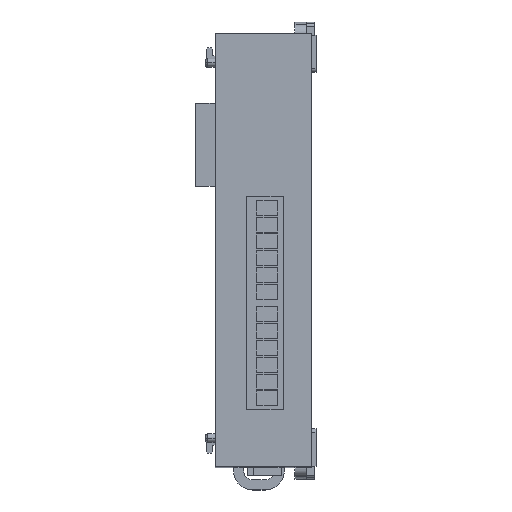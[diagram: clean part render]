
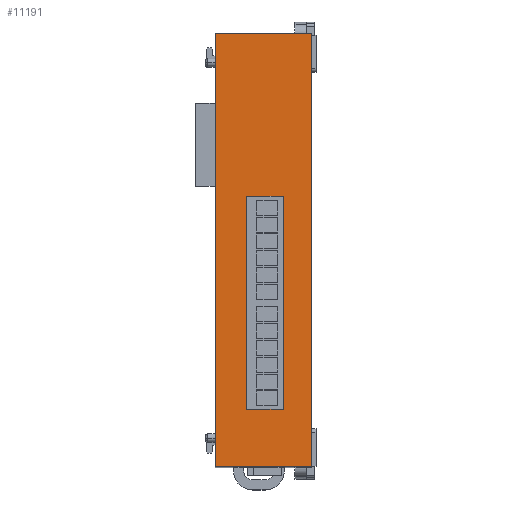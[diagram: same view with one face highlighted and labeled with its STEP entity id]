
A CAD part, top view. The second image highlights one B-rep face of the part: STEP entity #11191.
In plain terms, the highlighted planar face has unit normal (0, 0, 1).
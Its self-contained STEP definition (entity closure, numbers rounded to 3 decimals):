
#26 = VERTEX_POINT ( 'NONE', #6184 ) ;
#379 = ORIENTED_EDGE ( 'NONE', *, *, #17986, .T. ) ;
#462 = CARTESIAN_POINT ( 'NONE',  ( 6.3, -33.039, 30. ) ) ;
#489 = VECTOR ( 'NONE', #4072, 1000. ) ;
#546 = ORIENTED_EDGE ( 'NONE', *, *, #17709, .T. ) ;
#782 = FACE_BOUND ( 'NONE', #15613, .T. ) ;
#1642 = CARTESIAN_POINT ( 'NONE',  ( -13.7, -45., 30. ) ) ;
#2082 = CARTESIAN_POINT ( 'NONE',  ( -13.7, 0., 30. ) ) ;
#2174 = DIRECTION ( 'NONE',  ( 1., 0., 0. ) ) ;
#2190 = VECTOR ( 'NONE', #16043, 1000. ) ;
#2246 = VERTEX_POINT ( 'NONE', #10816 ) ;
#2413 = DIRECTION ( 'NONE',  ( 0., 1., 0. ) ) ;
#2646 = LINE ( 'NONE', #2082, #6513 ) ;
#2855 = CARTESIAN_POINT ( 'NONE',  ( 0.467, -45., 30. ) ) ;
#2994 = EDGE_CURVE ( 'NONE', #2246, #11456, #6989, .T. ) ;
#3237 = CARTESIAN_POINT ( 'NONE',  ( 6.3, -45., 30. ) ) ;
#3294 = EDGE_CURVE ( 'NONE', #16164, #2246, #2646, .T. ) ;
#3328 = DIRECTION ( 'NONE',  ( 0., 1., 0. ) ) ;
#3649 = VECTOR ( 'NONE', #10243, 1000. ) ;
#3787 = EDGE_CURVE ( 'NONE', #5483, #16164, #13442, .T. ) ;
#4072 = DIRECTION ( 'NONE',  ( 0., 1., 0. ) ) ;
#4146 = CARTESIAN_POINT ( 'NONE',  ( 6.3, -45., 30. ) ) ;
#4344 = LINE ( 'NONE', #4146, #489 ) ;
#4420 = DIRECTION ( 'NONE',  ( 0., -1., 0. ) ) ;
#4574 = LINE ( 'NONE', #12962, #3649 ) ;
#4593 = CARTESIAN_POINT ( 'NONE',  ( 0.467, 11.243, 30. ) ) ;
#5064 = PLANE ( 'NONE',  #14905 ) ;
#5122 = CARTESIAN_POINT ( 'NONE',  ( 6.3, 45., 30. ) ) ;
#5136 = DIRECTION ( 'NONE',  ( 1., 0., 0. ) ) ;
#5483 = VERTEX_POINT ( 'NONE', #3237 ) ;
#5929 = VERTEX_POINT ( 'NONE', #14649 ) ;
#6184 = CARTESIAN_POINT ( 'NONE',  ( -7.174, 11.243, 30. ) ) ;
#6209 = LINE ( 'NONE', #2855, #16747 ) ;
#6374 = CARTESIAN_POINT ( 'NONE',  ( 6.3, 45., 30. ) ) ;
#6513 = VECTOR ( 'NONE', #2413, 1000. ) ;
#6989 = LINE ( 'NONE', #5122, #17514 ) ;
#7866 = EDGE_CURVE ( 'NONE', #5483, #11456, #4344, .T. ) ;
#8993 = VERTEX_POINT ( 'NONE', #17520 ) ;
#9034 = DIRECTION ( 'NONE',  ( -1., 0., 0. ) ) ;
#9400 = ORIENTED_EDGE ( 'NONE', *, *, #3787, .F. ) ;
#10109 = DIRECTION ( 'NONE',  ( 0., 0., 1. ) ) ;
#10243 = DIRECTION ( 'NONE',  ( 1., 0., 0. ) ) ;
#10816 = CARTESIAN_POINT ( 'NONE',  ( -13.7, 45., 30. ) ) ;
#11191 = ADVANCED_FACE ( 'NONE', ( #14810, #782 ), #5064, .T. ) ;
#11235 = ORIENTED_EDGE ( 'NONE', *, *, #14636, .T. ) ;
#11297 = EDGE_CURVE ( 'NONE', #8993, #26, #17356, .T. ) ;
#11456 = VERTEX_POINT ( 'NONE', #6374 ) ;
#12550 = CARTESIAN_POINT ( 'NONE',  ( -7.174, -45., 30. ) ) ;
#12962 = CARTESIAN_POINT ( 'NONE',  ( 6.3, 11.243, 30. ) ) ;
#13111 = ORIENTED_EDGE ( 'NONE', *, *, #7866, .T. ) ;
#13343 = ORIENTED_EDGE ( 'NONE', *, *, #3294, .F. ) ;
#13442 = LINE ( 'NONE', #16073, #2190 ) ;
#14296 = VERTEX_POINT ( 'NONE', #4593 ) ;
#14364 = LINE ( 'NONE', #462, #18012 ) ;
#14636 = EDGE_CURVE ( 'NONE', #26, #14296, #4574, .T. ) ;
#14649 = CARTESIAN_POINT ( 'NONE',  ( 0.467, -33.039, 30. ) ) ;
#14810 = FACE_OUTER_BOUND ( 'NONE', #16484, .T. ) ;
#14905 = AXIS2_PLACEMENT_3D ( 'NONE', #16069, #10109, #2174 ) ;
#15613 = EDGE_LOOP ( 'NONE', ( #546, #379, #15996, #11235 ) ) ;
#15996 = ORIENTED_EDGE ( 'NONE', *, *, #11297, .T. ) ;
#16043 = DIRECTION ( 'NONE',  ( -1., 0., 0. ) ) ;
#16069 = CARTESIAN_POINT ( 'NONE',  ( 6.3, -45., 30. ) ) ;
#16073 = CARTESIAN_POINT ( 'NONE',  ( 6.3, -45., 30. ) ) ;
#16164 = VERTEX_POINT ( 'NONE', #1642 ) ;
#16484 = EDGE_LOOP ( 'NONE', ( #13111, #16883, #13343, #9400 ) ) ;
#16747 = VECTOR ( 'NONE', #4420, 1000. ) ;
#16883 = ORIENTED_EDGE ( 'NONE', *, *, #2994, .F. ) ;
#16939 = VECTOR ( 'NONE', #3328, 1000. ) ;
#17356 = LINE ( 'NONE', #12550, #16939 ) ;
#17514 = VECTOR ( 'NONE', #5136, 1000. ) ;
#17520 = CARTESIAN_POINT ( 'NONE',  ( -7.174, -33.039, 30. ) ) ;
#17709 = EDGE_CURVE ( 'NONE', #14296, #5929, #6209, .T. ) ;
#17986 = EDGE_CURVE ( 'NONE', #5929, #8993, #14364, .T. ) ;
#18012 = VECTOR ( 'NONE', #9034, 1000. ) ;
